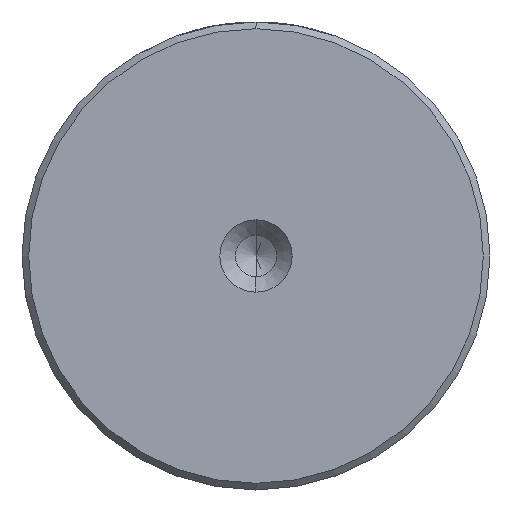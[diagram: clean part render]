
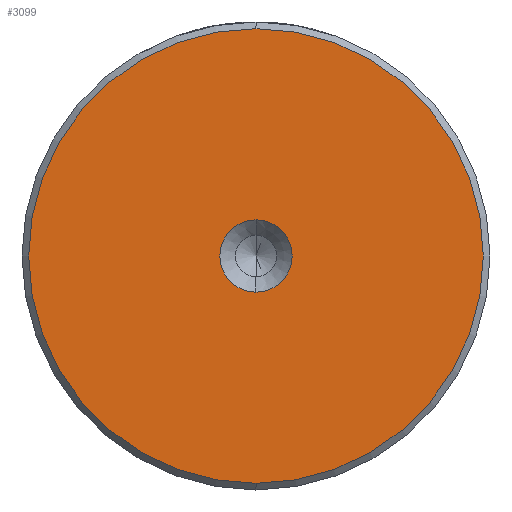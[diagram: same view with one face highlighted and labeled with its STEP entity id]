
A CAD part, left-side view. The second image highlights one B-rep face of the part: STEP entity #3099.
In plain terms, the highlighted planar face has unit normal (-1, 0, 0).
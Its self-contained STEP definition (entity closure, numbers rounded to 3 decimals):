
#47 = AXIS2_PLACEMENT_3D ( 'NONE', #3025, #1584, #122 ) ;
#122 = DIRECTION ( 'NONE',  ( 0., 0., 1. ) ) ;
#189 = DIRECTION ( 'NONE',  ( -1., 0., 0. ) ) ;
#201 = DIRECTION ( 'NONE',  ( 0., 0., 1. ) ) ;
#285 = CARTESIAN_POINT ( 'NONE',  ( 0., 0., 0. ) ) ;
#458 = CARTESIAN_POINT ( 'NONE',  ( 0., 0., 0. ) ) ;
#572 = EDGE_LOOP ( 'NONE', ( #2267, #1757 ) ) ;
#615 = EDGE_CURVE ( 'NONE', #1637, #2439, #1545, .T. ) ;
#720 = DIRECTION ( 'NONE',  ( 0., 0., 1. ) ) ;
#779 = CARTESIAN_POINT ( 'NONE',  ( 0., 0., 0. ) ) ;
#843 = EDGE_CURVE ( 'NONE', #1534, #1900, #1721, .T. ) ;
#889 = CIRCLE ( 'NONE', #2214, 2.7 ) ;
#940 = EDGE_CURVE ( 'NONE', #2439, #1637, #889, .T. ) ;
#1017 = DIRECTION ( 'NONE',  ( 0., 0., 1. ) ) ;
#1039 = CARTESIAN_POINT ( 'NONE',  ( 0., 0., 17. ) ) ;
#1041 = DIRECTION ( 'NONE',  ( 0., 0., 1. ) ) ;
#1098 = AXIS2_PLACEMENT_3D ( 'NONE', #458, #2147, #720 ) ;
#1142 = CARTESIAN_POINT ( 'NONE',  ( 0., 0., -17. ) ) ;
#1156 = FACE_BOUND ( 'NONE', #572, .T. ) ;
#1210 = CARTESIAN_POINT ( 'NONE',  ( 0., 0., 2.7 ) ) ;
#1309 = ORIENTED_EDGE ( 'NONE', *, *, #2261, .T. ) ;
#1478 = AXIS2_PLACEMENT_3D ( 'NONE', #1908, #189, #201 ) ;
#1516 = CARTESIAN_POINT ( 'NONE',  ( 0., 0., -2.7 ) ) ;
#1534 = VERTEX_POINT ( 'NONE', #1039 ) ;
#1545 = CIRCLE ( 'NONE', #1478, 2.7 ) ;
#1584 = DIRECTION ( 'NONE',  ( -1., 0., 0. ) ) ;
#1637 = VERTEX_POINT ( 'NONE', #1516 ) ;
#1721 = CIRCLE ( 'NONE', #1098, 17. ) ;
#1757 = ORIENTED_EDGE ( 'NONE', *, *, #615, .F. ) ;
#1899 = CIRCLE ( 'NONE', #47, 17. ) ;
#1900 = VERTEX_POINT ( 'NONE', #1142 ) ;
#1908 = CARTESIAN_POINT ( 'NONE',  ( 0., 0., 0. ) ) ;
#2147 = DIRECTION ( 'NONE',  ( -1., 0., 0. ) ) ;
#2214 = AXIS2_PLACEMENT_3D ( 'NONE', #779, #2432, #1017 ) ;
#2261 = EDGE_CURVE ( 'NONE', #1900, #1534, #1899, .T. ) ;
#2267 = ORIENTED_EDGE ( 'NONE', *, *, #940, .F. ) ;
#2432 = DIRECTION ( 'NONE',  ( -1., 0., 0. ) ) ;
#2439 = VERTEX_POINT ( 'NONE', #1210 ) ;
#2457 = DIRECTION ( 'NONE',  ( -1., 0., 0. ) ) ;
#2902 = EDGE_LOOP ( 'NONE', ( #1309, #3118 ) ) ;
#2938 = PLANE ( 'NONE',  #3107 ) ;
#2990 = FACE_OUTER_BOUND ( 'NONE', #2902, .T. ) ;
#3025 = CARTESIAN_POINT ( 'NONE',  ( 0., 0., 0. ) ) ;
#3099 = ADVANCED_FACE ( 'NONE', ( #2990, #1156 ), #2938, .T. ) ;
#3107 = AXIS2_PLACEMENT_3D ( 'NONE', #285, #2457, #1041 ) ;
#3118 = ORIENTED_EDGE ( 'NONE', *, *, #843, .T. ) ;
